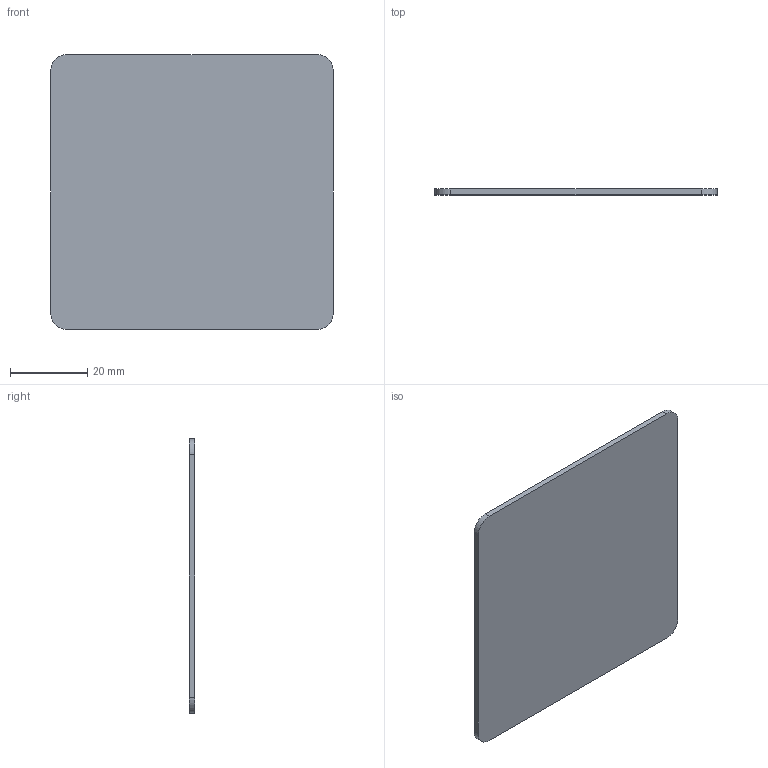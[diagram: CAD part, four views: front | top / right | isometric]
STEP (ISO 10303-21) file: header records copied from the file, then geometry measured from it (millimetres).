
FILE_DESCRIPTION (( 'STEP AP203' ), '1' );
FILE_NAME ('TBL70-70.STEP', '2024-02-27T09:08:13', ( 'Windows 蚚誧' ), ( 'Organization' ), 'SwSTEP 2.0', 'SolidWorks 2018', '' );
FILE_SCHEMA (( 'CONFIG_CONTROL_DESIGN' ));
Length unit declared in the file: millimetre
Products named in the file (2): 埱嫖啣; TBL70-70
Assembly tree (1 placements, depth 2):
  TBL70-70
    埱嫖啣
Bounding box: 73 x 1.5 x 71 mm (x, y, z)
Volume: 7752.9 mm3; surface area: 10758.6 mm2
Topology: 1 solids, 1 shells, 10 faces, 24 edges, 16 vertices
Faces by surface type: plane 6, cylinder 4
Entity records: 492 total; most frequent: DIRECTION 60, CARTESIAN_POINT 54, ORIENTED_EDGE 48, EDGE_CURVE 24, AXIS2_PLACEMENT_3D 22, PERSON_AND_ORGANIZATION 17, LINE 16, VERTEX_POINT 16
